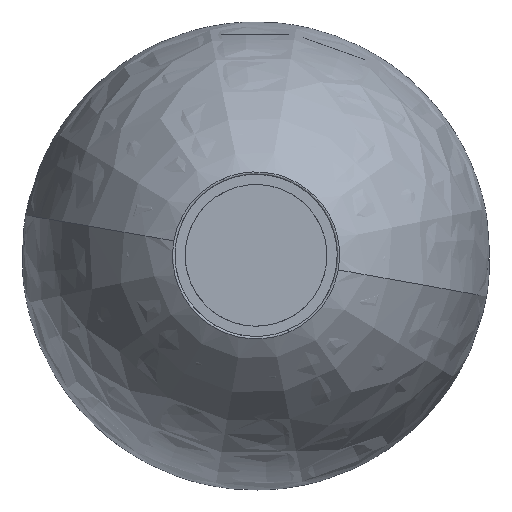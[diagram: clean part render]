
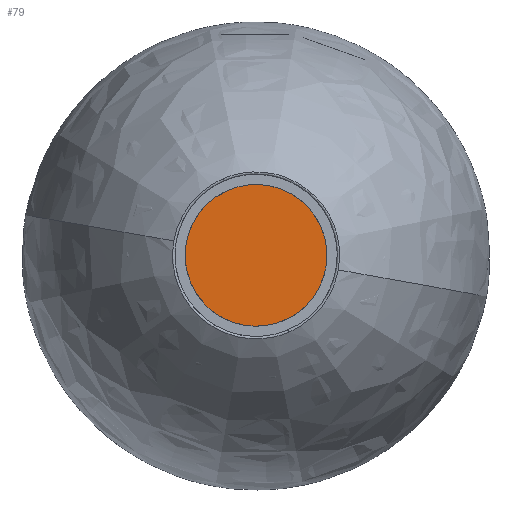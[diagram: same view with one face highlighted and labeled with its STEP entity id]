
A CAD part, top view. The second image highlights one B-rep face of the part: STEP entity #79.
In plain terms, the highlighted planar face has unit normal (0, 0, 1).
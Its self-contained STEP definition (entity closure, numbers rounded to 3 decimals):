
#22=PLANE($,#563);
#79=ADVANCED_FACE($,(#112),#22,.T.);
#112=FACE_OUTER_BOUND($,#145,.T.);
#145=EDGE_LOOP($,(#277,#278));
#277=ORIENTED_EDGE($,*,*,#380,.F.);
#278=ORIENTED_EDGE($,*,*,#371,.F.);
#371=EDGE_CURVE($,#427,#433,#534,.T.);
#380=EDGE_CURVE($,#433,#427,#538,.T.);
#427=VERTEX_POINT($,#2145);
#433=VERTEX_POINT($,#2151);
#534=(
BOUNDED_CURVE()
B_SPLINE_CURVE(2,(#1803,#1804,#1805,#1806,#1807),.UNSPECIFIED.,.F.,.F.)
B_SPLINE_CURVE_WITH_KNOTS((3,2,3),(-347.508,-260.631,-173.754),
.UNSPECIFIED.)
CURVE()
GEOMETRIC_REPRESENTATION_ITEM()
RATIONAL_B_SPLINE_CURVE((1.,0.707,1.,0.707,1.))
REPRESENTATION_ITEM($)
);
#538=(
BOUNDED_CURVE()
B_SPLINE_CURVE(2,(#1883,#1884,#1885,#1886,#1887),.UNSPECIFIED.,.F.,.F.)
B_SPLINE_CURVE_WITH_KNOTS((3,2,3),(-173.754,-86.877,0.),
.UNSPECIFIED.)
CURVE()
GEOMETRIC_REPRESENTATION_ITEM()
RATIONAL_B_SPLINE_CURVE((1.,0.707,1.,0.707,1.))
REPRESENTATION_ITEM($)
);
#563=AXIS2_PLACEMENT_3D($,#1974,#572,$);
#572=DIRECTION($,(0.,0.,1.));
#1803=CARTESIAN_POINT($,(55.308,0.032,0.));
#1804=CARTESIAN_POINT($,(55.34,-55.275,0.));
#1805=CARTESIAN_POINT($,(0.032,-55.308,0.));
#1806=CARTESIAN_POINT($,(-55.275,-55.34,0.));
#1807=CARTESIAN_POINT($,(-55.308,-0.032,0.));
#1883=CARTESIAN_POINT($,(-55.308,-0.032,0.));
#1884=CARTESIAN_POINT($,(-55.34,55.275,0.));
#1885=CARTESIAN_POINT($,(-0.032,55.308,0.));
#1886=CARTESIAN_POINT($,(55.275,55.34,0.));
#1887=CARTESIAN_POINT($,(55.308,0.032,0.));
#1974=CARTESIAN_POINT($,(-55.275,-55.34,0.));
#2145=CARTESIAN_POINT($,(55.308,0.032,0.));
#2151=CARTESIAN_POINT($,(-55.308,-0.032,0.));
